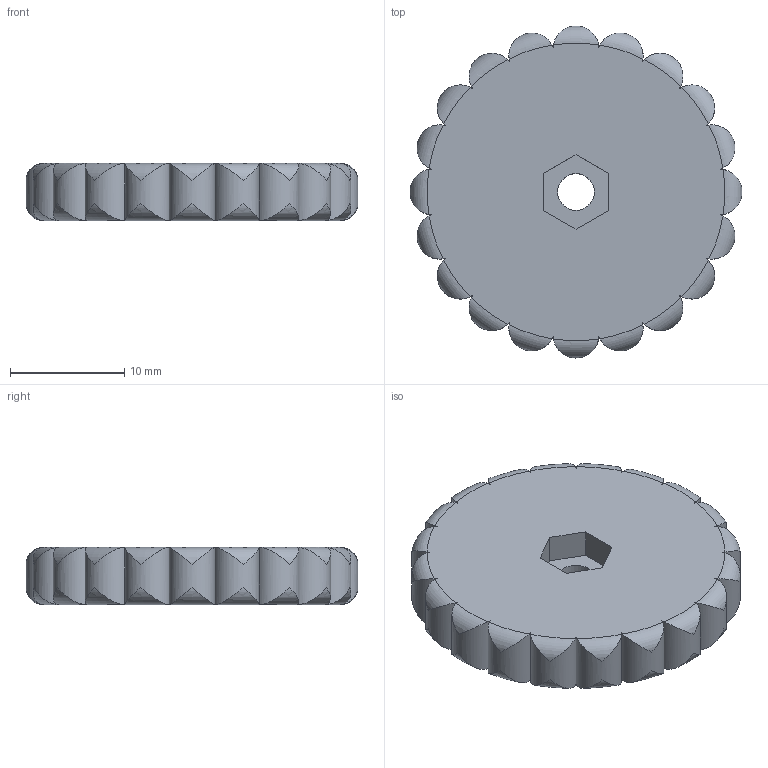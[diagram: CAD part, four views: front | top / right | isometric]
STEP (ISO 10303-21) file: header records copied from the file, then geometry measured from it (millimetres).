
FILE_DESCRIPTION(/* description */ (''),/* implementation_level */ '2;1');
FILE_NAME(/* name */ '20_gear_with_bar.ipt.step',/* time_stamp */ '2022-11-29T08:11:43+01:00',/* author */ ('UC2'),/* organization */ (''),/* preprocessor_version */ 'ST-DEVELOPER v18.1',/* originating_system */ 'Autodesk Inventor 2022',/* authorisation */ '');
FILE_SCHEMA (('AUTOMOTIVE_DESIGN { 1 0 10303 214 3 1 1 }'));
Length unit declared in the file: millimetre
Products named in the file (1): 20_gear
Bounding box: 29 x 29 x 5 mm (x, y, z)
Volume: 2974 mm3; surface area: 1827.9 mm2
Topology: 1 solids, 1 shells, 70 faces, 241 edges, 174 vertices
Faces by surface type: torus 40, cylinder 21, plane 9
Full cylindrical faces by diameter (mm): 3.2 x1
Entity records: 3652 total; most frequent: CARTESIAN_POINT 1526, ORIENTED_EDGE 482, DIRECTION 425, EDGE_CURVE 241, AXIS2_PLACEMENT_3D 193, VERTEX_POINT 174, CIRCLE 122, B_SPLINE_CURVE_WITH_KNOTS 80
